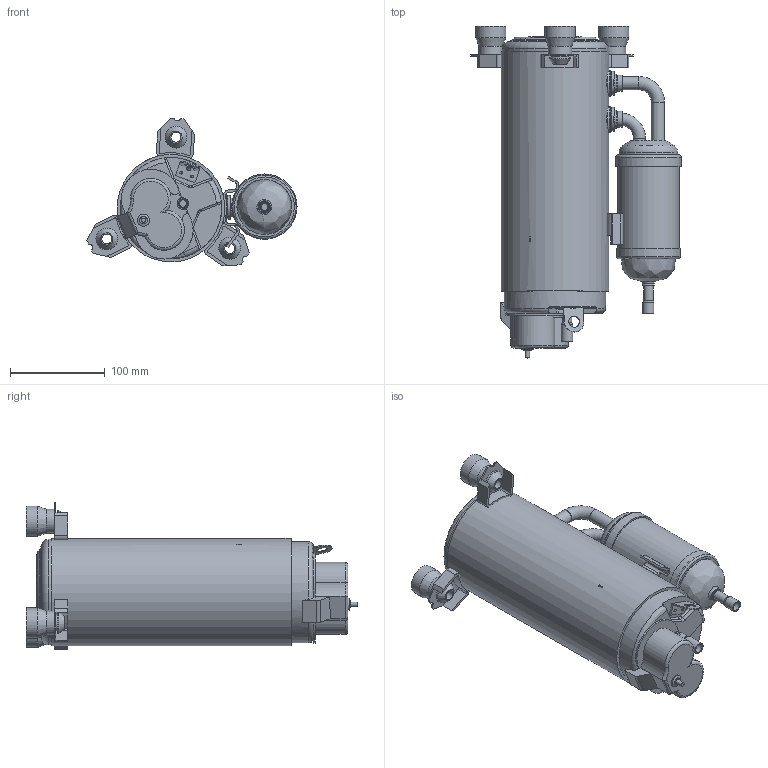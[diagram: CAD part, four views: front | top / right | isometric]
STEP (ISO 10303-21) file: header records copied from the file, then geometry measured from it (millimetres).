
FILE_DESCRIPTION(/* description */ (''),/* implementation_level */ '2;1');
FILE_NAME(/* name */ 'WHP05500PUKPA6NT6-20220223_x_t.stp',/* time_stamp */ '2022-04-18T11:32:30+08:00',/* author */ (''),/* organization */ (''),/* preprocessor_version */ 'ST-DEVELOPER v15',/* originating_system */ 'SIEMENS PLM Software NX 9.0',/* authorisation */ '');
FILE_SCHEMA (('CONFIG_CONTROL_DESIGN'));
Length unit declared in the file: millimetre
Products named in the file (17): WHP05500PUKPA6NT6-20220223_id97_x_t; WHP05500PUKPA6NT6-20220223_id92_x_t; WHP05500PUKPA6NT6-20220223_id87_x_t; WHP05500PUKPA6NT6-20220223_id78_x_t; WHP05500PUKPA6NT6-20220223_id69_x_t; WHP05500PUKPA6NT6-20220223_id64_x_t; WHP05500PUKPA6NT6-20220223_id59_x_t; WHP05500PUKPA6NT6-20220223_id54_x_t; WHP05500PUKPA6NT6-20220223_id49_x_t; WHP05500PUKPA6NT6-20220223_id44_x_t; WHP05500PUKPA6NT6-20220223_id39_x_t; WHP05500PUKPA6NT6-20220223_id34_x_t; WHP05500PUKPA6NT6-20220223_id29_x_t; WHP05500PUKPA6NT6-20220223_id22_x_t; WHP05500PUKPA6NT6-20220223_id15_x_t; WHP05500PUKPA6NT6-20220223_id6_x_t; WHP05500PUKPA6NT6-20220223_x_t
Assembly tree (24 placements, depth 2):
  WHP05500PUKPA6NT6-20220223_x_t
    WHP05500PUKPA6NT6-20220223_id6_x_t  x3
    WHP05500PUKPA6NT6-20220223_id15_x_t  x2
    WHP05500PUKPA6NT6-20220223_id22_x_t  x2
    WHP05500PUKPA6NT6-20220223_id29_x_t
    WHP05500PUKPA6NT6-20220223_id34_x_t
    WHP05500PUKPA6NT6-20220223_id39_x_t
    WHP05500PUKPA6NT6-20220223_id44_x_t
    WHP05500PUKPA6NT6-20220223_id49_x_t
    WHP05500PUKPA6NT6-20220223_id54_x_t
    WHP05500PUKPA6NT6-20220223_id59_x_t
    WHP05500PUKPA6NT6-20220223_id64_x_t
    WHP05500PUKPA6NT6-20220223_id69_x_t  x3
    WHP05500PUKPA6NT6-20220223_id78_x_t  x3
    WHP05500PUKPA6NT6-20220223_id87_x_t
    WHP05500PUKPA6NT6-20220223_id92_x_t
    WHP05500PUKPA6NT6-20220223_id97_x_t
Bounding box: 221.78 x 350.2 x 156.04 mm (x, y, z)
Volume: 837608.6 mm3; surface area: 384934.1 mm2
Topology: 24 solids, 24 shells, 406 faces, 937 edges, 590 vertices
Faces by surface type: plane 165, cylinder 153, torus 42, cone 31, bspline 8, sphere 7
Full cylindrical faces by diameter (mm): 4.5 x1, 7.5 x1, 7.8 x1, 9.6 x1, 9.7 x1, 9.9 x1, 10.2 x1, 10.5 x6, 10.6 x2, 11.8 x1, 12 x1, 12.1 x1, 12.4 x2, 12.7 x2, 13 x1, 14 x2, 15.1 x2, 16.3 x2, 17 x3, 17.004 x2, 17.1 x2, 18.3 x3, 19 x2, 19.1 x2, 19.2 x1, 22.4 x2, 23 x3, 23.363 x1, 25 x3, 25.3 x2
Entity records: 11282 total; most frequent: CARTESIAN_POINT 2212, DIRECTION 1565, ORIENTED_EDGE 1224, AXIS2_PLACEMENT_3D 648, EDGE_CURVE 612, EDGE_LOOP 478, VERTEX_POINT 448, ADVANCED_FACE 324
